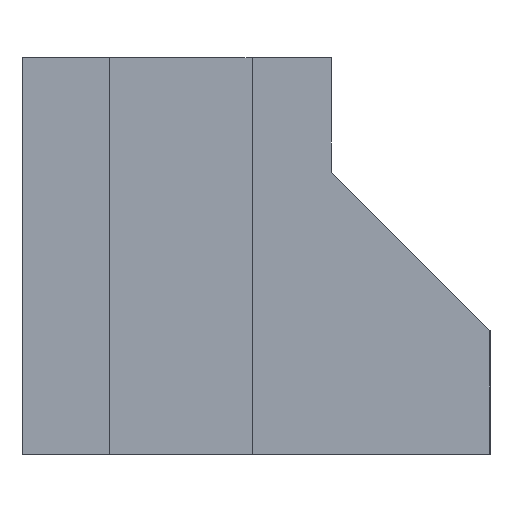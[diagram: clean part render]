
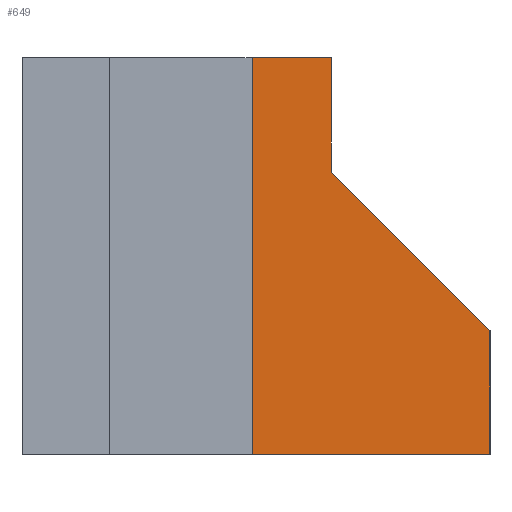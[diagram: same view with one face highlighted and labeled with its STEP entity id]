
A CAD part, left-side view. The second image highlights one B-rep face of the part: STEP entity #649.
In plain terms, the highlighted planar face has unit normal (-1, 0, 0).
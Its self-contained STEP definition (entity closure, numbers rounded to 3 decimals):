
#37=FACE_OUTER_BOUND('',#71,.T.);
#71=EDGE_LOOP('',(#445,#446,#447,#448,#449,#450));
#103=LINE('',#927,#185);
#107=LINE('',#935,#189);
#116=LINE('',#961,#198);
#117=LINE('',#963,#199);
#118=LINE('',#965,#200);
#119=LINE('',#966,#201);
#185=VECTOR('',#747,10.);
#189=VECTOR('',#753,10.);
#198=VECTOR('',#772,10.);
#199=VECTOR('',#773,10.);
#200=VECTOR('',#774,10.);
#201=VECTOR('',#775,10.);
#267=VERTEX_POINT('',#925);
#268=VERTEX_POINT('',#926);
#271=VERTEX_POINT('',#934);
#283=VERTEX_POINT('',#960);
#284=VERTEX_POINT('',#962);
#285=VERTEX_POINT('',#964);
#331=EDGE_CURVE('',#267,#268,#103,.T.);
#335=EDGE_CURVE('',#268,#271,#107,.T.);
#348=EDGE_CURVE('',#283,#267,#116,.T.);
#349=EDGE_CURVE('',#283,#284,#117,.T.);
#350=EDGE_CURVE('',#284,#285,#118,.T.);
#351=EDGE_CURVE('',#285,#271,#119,.T.);
#445=ORIENTED_EDGE('',*,*,#331,.F.);
#446=ORIENTED_EDGE('',*,*,#348,.F.);
#447=ORIENTED_EDGE('',*,*,#349,.T.);
#448=ORIENTED_EDGE('',*,*,#350,.T.);
#449=ORIENTED_EDGE('',*,*,#351,.T.);
#450=ORIENTED_EDGE('',*,*,#335,.F.);
#621=PLANE('',#701);
#649=ADVANCED_FACE('',(#37),#621,.T.);
#701=AXIS2_PLACEMENT_3D('',#959,#770,#771);
#747=DIRECTION('',(0.,-0.707,-0.707));
#753=DIRECTION('',(0.,0.,-1.));
#770=DIRECTION('center_axis',(-1.,0.,0.));
#771=DIRECTION('ref_axis',(0.,1.,0.));
#772=DIRECTION('',(0.,0.,-1.));
#773=DIRECTION('',(0.,1.,0.));
#774=DIRECTION('',(0.,0.,-1.));
#775=DIRECTION('',(0.,-1.,0.));
#925=CARTESIAN_POINT('',(33.1,-3.9,15.058));
#926=CARTESIAN_POINT('',(33.1,-5.9,13.058));
#927=CARTESIAN_POINT('',(33.1,-4.039,14.918));
#934=CARTESIAN_POINT('',(33.1,-5.9,11.5));
#935=CARTESIAN_POINT('',(33.1,-5.9,15.058));
#959=CARTESIAN_POINT('Origin',(33.1,-3.9,16.5));
#960=CARTESIAN_POINT('',(33.1,-3.9,16.5));
#961=CARTESIAN_POINT('',(33.1,-3.9,16.5));
#962=CARTESIAN_POINT('',(33.1,-2.9,16.5));
#963=CARTESIAN_POINT('',(33.1,-3.9,16.5));
#964=CARTESIAN_POINT('',(33.1,-2.9,11.5));
#965=CARTESIAN_POINT('',(33.1,-2.9,16.5));
#966=CARTESIAN_POINT('',(33.1,-3.425,11.5));
